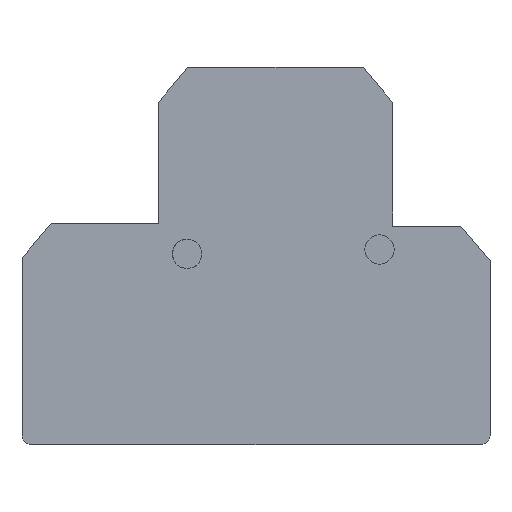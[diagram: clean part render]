
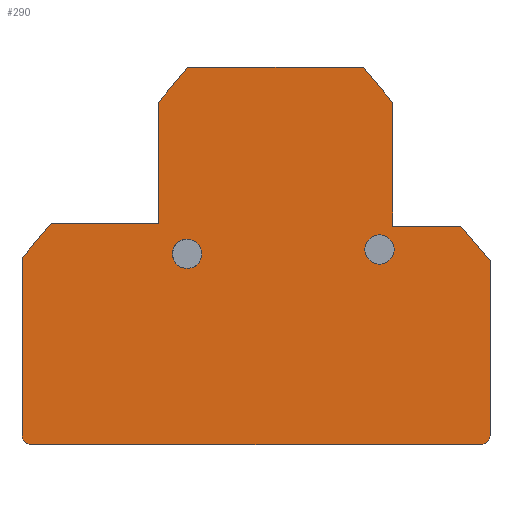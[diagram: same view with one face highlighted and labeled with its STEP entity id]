
A CAD part, left-side view. The second image highlights one B-rep face of the part: STEP entity #290.
In plain terms, the highlighted planar face has unit normal (-1, 0, 0).
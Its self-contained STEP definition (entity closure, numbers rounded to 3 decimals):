
#54=AXIS2_PLACEMENT_3D('Circle Axis2P3D',#52,#53,$) ;
#102=AXIS2_PLACEMENT_3D('Circle Axis2P3D',#100,#101,$) ;
#116=AXIS2_PLACEMENT_3D('Plane Axis2P3D',#113,#114,#115) ;
#129=AXIS2_PLACEMENT_3D('Circle Axis2P3D',#127,#128,$) ;
#213=AXIS2_PLACEMENT_3D('Circle Axis2P3D',#211,#212,$) ;
#49=CARTESIAN_POINT('Vertex',(2.5,12.75,24.189)) ;
#52=CARTESIAN_POINT('Axis2P3D Location',(2.5,12.75,22.5)) ;
#56=CARTESIAN_POINT('Vertex',(2.5,12.75,20.811)) ;
#100=CARTESIAN_POINT('Axis2P3D Location',(2.5,12.75,22.5)) ;
#113=CARTESIAN_POINT('Axis2P3D Location',(2.5,0.,0.)) ;
#118=CARTESIAN_POINT('Line Origine',(2.5,27.,0.)) ;
#122=CARTESIAN_POINT('Vertex',(2.5,53.,0.)) ;
#124=CARTESIAN_POINT('Vertex',(2.5,1.,0.)) ;
#127=CARTESIAN_POINT('Axis2P3D Location',(2.5,1.,1.)) ;
#131=CARTESIAN_POINT('Vertex',(2.5,0.,1.)) ;
#134=CARTESIAN_POINT('Line Origine',(2.5,0.,11.1)) ;
#138=CARTESIAN_POINT('Vertex',(2.5,0.,21.2)) ;
#141=CARTESIAN_POINT('Line Origine',(2.5,1.678,23.2)) ;
#145=CARTESIAN_POINT('Vertex',(2.5,3.356,25.2)) ;
#148=CARTESIAN_POINT('Line Origine',(2.5,7.303,25.2)) ;
#152=CARTESIAN_POINT('Vertex',(2.5,11.25,25.2)) ;
#155=CARTESIAN_POINT('Line Origine',(2.5,11.25,32.35)) ;
#159=CARTESIAN_POINT('Vertex',(2.5,11.25,39.5)) ;
#162=CARTESIAN_POINT('Line Origine',(2.5,12.928,41.5)) ;
#166=CARTESIAN_POINT('Vertex',(2.5,14.606,43.5)) ;
#169=CARTESIAN_POINT('Line Origine',(2.5,24.75,43.5)) ;
#173=CARTESIAN_POINT('Vertex',(2.5,34.894,43.5)) ;
#176=CARTESIAN_POINT('Line Origine',(2.5,36.572,41.5)) ;
#180=CARTESIAN_POINT('Vertex',(2.5,38.25,39.5)) ;
#183=CARTESIAN_POINT('Line Origine',(2.5,38.25,32.5)) ;
#187=CARTESIAN_POINT('Vertex',(2.5,38.25,25.5)) ;
#190=CARTESIAN_POINT('Line Origine',(2.5,44.447,25.5)) ;
#194=CARTESIAN_POINT('Vertex',(2.5,50.644,25.5)) ;
#197=CARTESIAN_POINT('Line Origine',(2.5,52.322,23.5)) ;
#201=CARTESIAN_POINT('Vertex',(2.5,54.,21.5)) ;
#204=CARTESIAN_POINT('Line Origine',(2.5,54.,11.25)) ;
#208=CARTESIAN_POINT('Vertex',(2.5,54.,1.)) ;
#211=CARTESIAN_POINT('Axis2P3D Location',(2.5,53.,1.)) ;
#237=CARTESIAN_POINT('Control Point',(2.5,34.95,20.311)) ;
#238=CARTESIAN_POINT('Control Point',(2.5,34.759,20.311)) ;
#239=CARTESIAN_POINT('Control Point',(2.5,34.568,20.338)) ;
#240=CARTESIAN_POINT('Control Point',(2.5,34.382,20.392)) ;
#241=CARTESIAN_POINT('Control Point',(2.5,34.031,20.551)) ;
#242=CARTESIAN_POINT('Control Point',(2.5,33.737,20.802)) ;
#243=CARTESIAN_POINT('Control Point',(2.5,33.609,20.947)) ;
#244=CARTESIAN_POINT('Control Point',(2.5,33.398,21.27)) ;
#245=CARTESIAN_POINT('Control Point',(2.5,33.284,21.638)) ;
#246=CARTESIAN_POINT('Control Point',(2.5,33.254,21.829)) ;
#247=CARTESIAN_POINT('Control Point',(2.5,33.248,22.215)) ;
#248=CARTESIAN_POINT('Control Point',(2.5,33.349,22.587)) ;
#249=CARTESIAN_POINT('Control Point',(2.5,33.426,22.765)) ;
#250=CARTESIAN_POINT('Control Point',(2.5,33.628,23.094)) ;
#251=CARTESIAN_POINT('Control Point',(2.5,33.913,23.354)) ;
#252=CARTESIAN_POINT('Control Point',(2.5,34.073,23.462)) ;
#253=CARTESIAN_POINT('Control Point',(2.5,34.343,23.594)) ;
#254=CARTESIAN_POINT('Control Point',(2.5,34.633,23.664)) ;
#255=CARTESIAN_POINT('Control Point',(2.5,34.738,23.68)) ;
#256=CARTESIAN_POINT('Control Point',(2.5,34.844,23.689)) ;
#257=CARTESIAN_POINT('Control Point',(2.5,34.95,23.689)) ;
#258=CARTESIAN_POINT('Vertex',(2.5,34.95,20.311)) ;
#260=CARTESIAN_POINT('Vertex',(2.5,34.95,23.689)) ;
#264=CARTESIAN_POINT('Control Point',(2.5,34.95,23.689)) ;
#265=CARTESIAN_POINT('Control Point',(2.5,35.141,23.689)) ;
#266=CARTESIAN_POINT('Control Point',(2.5,35.332,23.662)) ;
#267=CARTESIAN_POINT('Control Point',(2.5,35.518,23.608)) ;
#268=CARTESIAN_POINT('Control Point',(2.5,35.869,23.449)) ;
#269=CARTESIAN_POINT('Control Point',(2.5,36.163,23.198)) ;
#270=CARTESIAN_POINT('Control Point',(2.5,36.291,23.053)) ;
#271=CARTESIAN_POINT('Control Point',(2.5,36.502,22.73)) ;
#272=CARTESIAN_POINT('Control Point',(2.5,36.616,22.362)) ;
#273=CARTESIAN_POINT('Control Point',(2.5,36.646,22.171)) ;
#274=CARTESIAN_POINT('Control Point',(2.5,36.652,21.785)) ;
#275=CARTESIAN_POINT('Control Point',(2.5,36.551,21.413)) ;
#276=CARTESIAN_POINT('Control Point',(2.5,36.474,21.235)) ;
#277=CARTESIAN_POINT('Control Point',(2.5,36.272,20.906)) ;
#278=CARTESIAN_POINT('Control Point',(2.5,35.987,20.646)) ;
#279=CARTESIAN_POINT('Control Point',(2.5,35.827,20.538)) ;
#280=CARTESIAN_POINT('Control Point',(2.5,35.557,20.406)) ;
#281=CARTESIAN_POINT('Control Point',(2.5,35.267,20.336)) ;
#282=CARTESIAN_POINT('Control Point',(2.5,35.162,20.32)) ;
#283=CARTESIAN_POINT('Control Point',(2.5,35.056,20.311)) ;
#284=CARTESIAN_POINT('Control Point',(2.5,34.95,20.311)) ;
#53=DIRECTION('Axis2P3D Direction',(1.,0.,0.)) ;
#101=DIRECTION('Axis2P3D Direction',(1.,0.,0.)) ;
#114=DIRECTION('Axis2P3D Direction',(1.,-0.,0.)) ;
#115=DIRECTION('Axis2P3D XDirection',(0.,0.,-1.)) ;
#119=DIRECTION('Vector Direction',(0.,-1.,0.)) ;
#128=DIRECTION('Axis2P3D Direction',(1.,-0.,0.)) ;
#135=DIRECTION('Vector Direction',(0.,0.,1.)) ;
#142=DIRECTION('Vector Direction',(0.,-0.643,-0.766)) ;
#149=DIRECTION('Vector Direction',(0.,-1.,0.)) ;
#156=DIRECTION('Vector Direction',(0.,0.,1.)) ;
#163=DIRECTION('Vector Direction',(0.,-0.643,-0.766)) ;
#170=DIRECTION('Vector Direction',(0.,-1.,0.)) ;
#177=DIRECTION('Vector Direction',(0.,-0.643,0.766)) ;
#184=DIRECTION('Vector Direction',(0.,0.,1.)) ;
#191=DIRECTION('Vector Direction',(0.,-1.,0.)) ;
#198=DIRECTION('Vector Direction',(0.,-0.643,0.766)) ;
#205=DIRECTION('Vector Direction',(0.,0.,1.)) ;
#212=DIRECTION('Axis2P3D Direction',(1.,-0.,0.)) ;
#120=VECTOR('Line Direction',#119,1.) ;
#136=VECTOR('Line Direction',#135,1.) ;
#143=VECTOR('Line Direction',#142,1.) ;
#150=VECTOR('Line Direction',#149,1.) ;
#157=VECTOR('Line Direction',#156,1.) ;
#164=VECTOR('Line Direction',#163,1.) ;
#171=VECTOR('Line Direction',#170,1.) ;
#178=VECTOR('Line Direction',#177,1.) ;
#185=VECTOR('Line Direction',#184,1.) ;
#192=VECTOR('Line Direction',#191,1.) ;
#199=VECTOR('Line Direction',#198,1.) ;
#206=VECTOR('Line Direction',#205,1.) ;
#217=ORIENTED_EDGE('',*,*,#126,.T.) ;
#218=ORIENTED_EDGE('',*,*,#133,.F.) ;
#219=ORIENTED_EDGE('',*,*,#140,.T.) ;
#220=ORIENTED_EDGE('',*,*,#147,.F.) ;
#221=ORIENTED_EDGE('',*,*,#154,.F.) ;
#222=ORIENTED_EDGE('',*,*,#161,.T.) ;
#223=ORIENTED_EDGE('',*,*,#168,.F.) ;
#224=ORIENTED_EDGE('',*,*,#175,.F.) ;
#225=ORIENTED_EDGE('',*,*,#182,.F.) ;
#226=ORIENTED_EDGE('',*,*,#189,.F.) ;
#227=ORIENTED_EDGE('',*,*,#196,.F.) ;
#228=ORIENTED_EDGE('',*,*,#203,.F.) ;
#229=ORIENTED_EDGE('',*,*,#210,.F.) ;
#230=ORIENTED_EDGE('',*,*,#215,.F.) ;
#233=ORIENTED_EDGE('',*,*,#104,.F.) ;
#234=ORIENTED_EDGE('',*,*,#58,.F.) ;
#287=ORIENTED_EDGE('',*,*,#262,.F.) ;
#288=ORIENTED_EDGE('',*,*,#285,.F.) ;
#235=FACE_BOUND('',#232,.T.) ;
#289=FACE_BOUND('',#286,.T.) ;
#290=ADVANCED_FACE('Koerper.2',(#231,#235,#289),#117,.F.) ;
#236=B_SPLINE_CURVE_WITH_KNOTS('',5,(#237,#238,#239,#240,#241,#242,#243,#244,#245,#246,#247,#248,#249,#250,#251,#252,#253,#254,#255,#256,#257),.UNSPECIFIED.,.F.,.U.,(6,3,3,3,3,3,6),(0.,1.35,2.701,4.051,5.402,6.752,7.502),.UNSPECIFIED.) ;
#263=B_SPLINE_CURVE_WITH_KNOTS('',5,(#264,#265,#266,#267,#268,#269,#270,#271,#272,#273,#274,#275,#276,#277,#278,#279,#280,#281,#282,#283,#284),.UNSPECIFIED.,.F.,.U.,(6,3,3,3,3,3,6),(0.,1.35,2.701,4.051,5.402,6.752,7.502),.UNSPECIFIED.) ;
#55=CIRCLE('generated circle',#54,1.689) ;
#103=CIRCLE('generated circle',#102,1.689) ;
#130=CIRCLE('generated circle',#129,1.) ;
#214=CIRCLE('generated circle',#213,1.) ;
#58=EDGE_CURVE('',#50,#57,#55,.F.) ;
#104=EDGE_CURVE('',#57,#50,#103,.F.) ;
#126=EDGE_CURVE('',#123,#125,#121,.T.) ;
#133=EDGE_CURVE('',#132,#125,#130,.T.) ;
#140=EDGE_CURVE('',#132,#139,#137,.T.) ;
#147=EDGE_CURVE('',#146,#139,#144,.T.) ;
#154=EDGE_CURVE('',#153,#146,#151,.T.) ;
#161=EDGE_CURVE('',#153,#160,#158,.T.) ;
#168=EDGE_CURVE('',#167,#160,#165,.T.) ;
#175=EDGE_CURVE('',#174,#167,#172,.T.) ;
#182=EDGE_CURVE('',#181,#174,#179,.T.) ;
#189=EDGE_CURVE('',#188,#181,#186,.T.) ;
#196=EDGE_CURVE('',#195,#188,#193,.T.) ;
#203=EDGE_CURVE('',#202,#195,#200,.T.) ;
#210=EDGE_CURVE('',#209,#202,#207,.T.) ;
#215=EDGE_CURVE('',#123,#209,#214,.T.) ;
#262=EDGE_CURVE('',#259,#261,#236,.T.) ;
#285=EDGE_CURVE('',#261,#259,#263,.T.) ;
#216=EDGE_LOOP('',(#217,#218,#219,#220,#221,#222,#223,#224,#225,#226,#227,#228,#229,#230)) ;
#232=EDGE_LOOP('',(#233,#234)) ;
#286=EDGE_LOOP('',(#287,#288)) ;
#231=FACE_OUTER_BOUND('',#216,.T.) ;
#121=LINE('Line',#118,#120) ;
#137=LINE('Line',#134,#136) ;
#144=LINE('Line',#141,#143) ;
#151=LINE('Line',#148,#150) ;
#158=LINE('Line',#155,#157) ;
#165=LINE('Line',#162,#164) ;
#172=LINE('Line',#169,#171) ;
#179=LINE('Line',#176,#178) ;
#186=LINE('Line',#183,#185) ;
#193=LINE('Line',#190,#192) ;
#200=LINE('Line',#197,#199) ;
#207=LINE('Line',#204,#206) ;
#117=PLANE('',#116) ;
#50=VERTEX_POINT('',#49) ;
#57=VERTEX_POINT('',#56) ;
#123=VERTEX_POINT('',#122) ;
#125=VERTEX_POINT('',#124) ;
#132=VERTEX_POINT('',#131) ;
#139=VERTEX_POINT('',#138) ;
#146=VERTEX_POINT('',#145) ;
#153=VERTEX_POINT('',#152) ;
#160=VERTEX_POINT('',#159) ;
#167=VERTEX_POINT('',#166) ;
#174=VERTEX_POINT('',#173) ;
#181=VERTEX_POINT('',#180) ;
#188=VERTEX_POINT('',#187) ;
#195=VERTEX_POINT('',#194) ;
#202=VERTEX_POINT('',#201) ;
#209=VERTEX_POINT('',#208) ;
#259=VERTEX_POINT('',#258) ;
#261=VERTEX_POINT('',#260) ;
